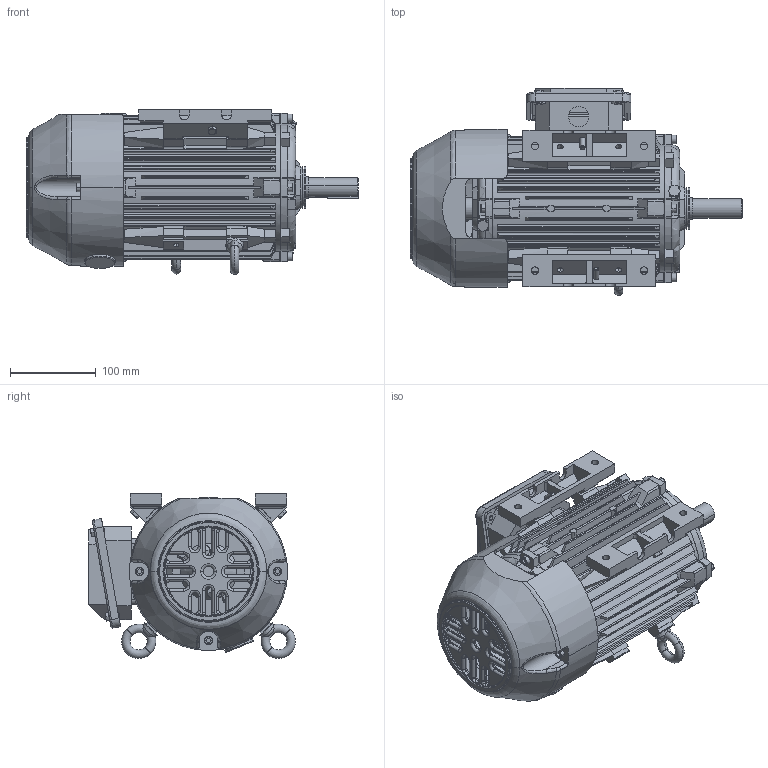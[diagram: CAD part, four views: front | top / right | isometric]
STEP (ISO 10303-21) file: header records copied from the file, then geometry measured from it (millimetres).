
FILE_DESCRIPTION (( 'STEP AP203' ), '1' );
FILE_NAME ('841-145T俋倛芞.STEP', '2019-04-16T07:10:40', ( 'abc' ), ( '' ), 'SwSTEP 2.0', 'SolidWorks 2008', '' );
FILE_SCHEMA (( 'CONFIG_CONTROL_DESIGN' ));
Length unit declared in the file: millimetre
Products named in the file (22): 6205_默认; NEMA 140T接线盒座(斜)_默认; TX 90 开式轴承端盖NDE_默认; 140T(90)_默认; TX 90铸铁风罩(841)_默认; 扣塞_默认; M6-20_默认; 吊环M8_默认; 841-145T俋倛芞; 新TX 145T B5机壳加工_默认; TX 90 开式轴承端盖DE_默认; 841-145T转子_默认; 841-TFC 145T 转轴_默认; NEMA 140T接线盒盖(斜)_默认; 迷宫式油封25-40-16_默认; NEMA 145底脚（接地）_默认; TC 80-90风叶_默认; M6x20_默认; M6-10 a_默认; NEMA 140T平键_默认; 铜油嘴M6_默认; 放油嘴_默认
Assembly tree (40 placements, depth 3):
  841-145T俋倛芞
    新TX 145T B5机壳加工_默认
    TX 90 开式轴承端盖DE_默认
    M6-20_默认  x10
    TC 80-90风叶_默认
    M6-10 a_默认  x4
    NEMA 145底脚（接地）_默认  x2
    NEMA 140T平键_默认
    放油嘴_默认  x2
    841-145T转子_默认
      841-TFC 145T 转轴_默认
      6205_默认  x2
    140T(90)_默认  x3
    NEMA 140T接线盒盖(斜)_默认
    扣塞_默认
    迷宫式油封25-40-16_默认
    铜油嘴M6_默认
    NEMA 140T接线盒座(斜)_默认
    M6x20_默认  x2
    吊环M8_默认  x2
    TX 90铸铁风罩(841)_默认
    TX 90 开式轴承端盖NDE_默认
Bounding box: 386.7 x 240.91 x 191.92 mm (x, y, z)
Volume: 2136409.4 mm3; surface area: 859101 mm2
Topology: 40 solids, 40 shells, 2719 faces, 7117 edges, 4516 vertices
Faces by surface type: plane 1336, cylinder 905, torus 215, cone 170, bspline 89, sphere 4
Entity records: 83376 total; most frequent: CARTESIAN_POINT 25855, ORIENTED_EDGE 11868, DIRECTION 10934, EDGE_CURVE 5934, AXIS2_PLACEMENT_3D 3961, VERTEX_POINT 3803, VECTOR 3012, LINE 3012
